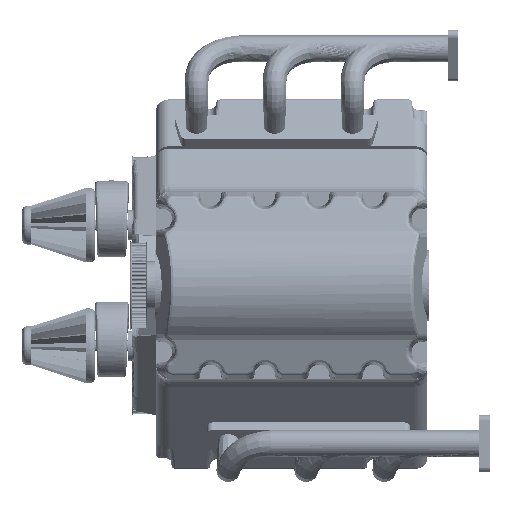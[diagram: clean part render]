
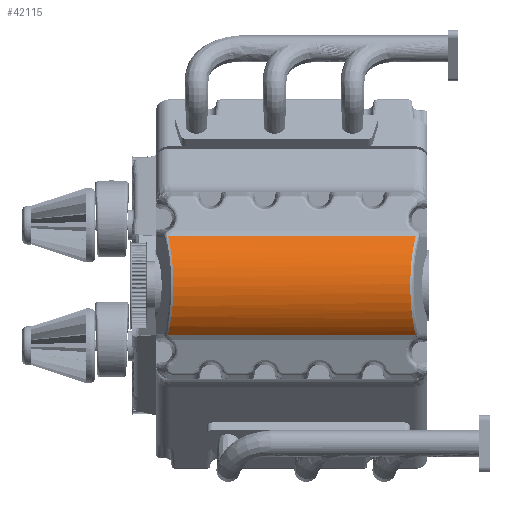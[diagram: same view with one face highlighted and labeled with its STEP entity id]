
A CAD part, left-side view. The second image highlights one B-rep face of the part: STEP entity #42115.
In plain terms, the highlighted free-form (B-spline) face has degree [2, 1] with [3, 2] control points.
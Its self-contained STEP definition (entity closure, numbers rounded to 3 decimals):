
#38567 = VERTEX_POINT('',#38568);
#38568 = CARTESIAN_POINT('',(-116.079,293.194,
    -123.79));
#38628 = EDGE_CURVE('',#38567,#38629,#38631,.T.);
#38629 = VERTEX_POINT('',#38630);
#38630 = CARTESIAN_POINT('',(-116.079,293.194,
    123.79));
#38631 = B_SPLINE_CURVE_WITH_KNOTS('',5,(#38632,#38633,#38634,#38635,
    #38636,#38637,#38638,#38639,#38640,#38641,#38642,#38643,#38644,
    #38645,#38646,#38647,#38648,#38649),.UNSPECIFIED.,.F.,.F.,(6,3,3,3,3
    ,6),(130.908,174.254,260.318,331.767,
    404.466,419.224),.UNSPECIFIED.);
#38632 = CARTESIAN_POINT('',(-116.079,293.194,
    -123.79));
#38633 = CARTESIAN_POINT('',(-122.097,291.662,
    -118.147));
#38634 = CARTESIAN_POINT('',(-127.785,290.214,
    -112.127));
#38635 = CARTESIAN_POINT('',(-133.109,288.859,
    -105.754));
#38636 = CARTESIAN_POINT('',(-147.831,285.111,
    -85.764));
#38637 = CARTESIAN_POINT('',(-158.814,282.315,
    -63.195));
#38638 = CARTESIAN_POINT('',(-164.257,280.93,
    -47.31));
#38639 = CARTESIAN_POINT('',(-170.555,279.327,
    -17.243));
#38640 = CARTESIAN_POINT('',(-170.022,279.462,
    13.439));
#38641 = CARTESIAN_POINT('',(-168.355,279.887,
    27.278));
#38642 = CARTESIAN_POINT('',(-162.176,281.46,
    54.623));
#38643 = CARTESIAN_POINT('',(-150.623,284.4,
    80.045));
#38644 = CARTESIAN_POINT('',(-143.509,286.211,
    92.18));
#38645 = CARTESIAN_POINT('',(-133.548,288.747,
    105.751));
#38646 = CARTESIAN_POINT('',(-122.11,291.659,
    117.896));
#38647 = CARTESIAN_POINT('',(-120.139,292.16,
    119.904));
#38648 = CARTESIAN_POINT('',(-118.128,292.672,
    121.869));
#38649 = CARTESIAN_POINT('',(-116.079,293.194,
    123.79));
#41602 = VERTEX_POINT('',#41603);
#41603 = CARTESIAN_POINT('',(-116.079,-327.134,
    -123.79));
#41641 = EDGE_CURVE('',#38567,#41602,#41642,.T.);
#41642 = B_SPLINE_CURVE_WITH_KNOTS('',1,(#41643,#41644),.UNSPECIFIED.,
  .F.,.F.,(2,2),(-232.119,232.119),
  .PIECEWISE_BEZIER_KNOTS.);
#41643 = CARTESIAN_POINT('',(-116.079,293.194,
    -123.79));
#41644 = CARTESIAN_POINT('',(-116.079,-327.134,
    -123.79));
#42115 = ADVANCED_FACE('',(#42116),#42142,.T.);
#42116 = FACE_BOUND('',#42117,.T.);
#42117 = EDGE_LOOP('',(#42118,#42135,#42140,#42141));
#42118 = ORIENTED_EDGE('',*,*,#42119,.F.);
#42119 = EDGE_CURVE('',#42120,#41602,#42122,.T.);
#42120 = VERTEX_POINT('',#42121);
#42121 = CARTESIAN_POINT('',(-116.079,-327.134,
    123.79));
#42122 = B_SPLINE_CURVE_WITH_KNOTS('',5,(#42123,#42124,#42125,#42126,
    #42127,#42128,#42129,#42130,#42131,#42132,#42133,#42134),
  .UNSPECIFIED.,.F.,.F.,(6,3,3,6),(130.908,260.318,
    331.767,419.224),.UNSPECIFIED.);
#42123 = CARTESIAN_POINT('',(-116.079,-327.134,
    123.79));
#42124 = CARTESIAN_POINT('',(-134.047,-322.56,
    106.942));
#42125 = CARTESIAN_POINT('',(-149.064,-318.738,
    86.734));
#42126 = CARTESIAN_POINT('',(-160.274,-315.884,
    63.812));
#42127 = CARTESIAN_POINT('',(-170.701,-313.23,
    25.687));
#42128 = CARTESIAN_POINT('',(-170.022,-313.403,
    -13.439));
#42129 = CARTESIAN_POINT('',(-168.355,-313.827,
    -27.278));
#42130 = CARTESIAN_POINT('',(-161.543,-315.561,
    -57.423));
#42131 = CARTESIAN_POINT('',(-148.201,-318.957,
    -85.23));
#42132 = CARTESIAN_POINT('',(-139.017,-321.295,
    -99.483));
#42133 = CARTESIAN_POINT('',(-128.222,-324.043,
    -112.404));
#42134 = CARTESIAN_POINT('',(-116.079,-327.134,
    -123.79));
#42135 = ORIENTED_EDGE('',*,*,#42136,.T.);
#42136 = EDGE_CURVE('',#42120,#38629,#42137,.T.);
#42137 = B_SPLINE_CURVE_WITH_KNOTS('',1,(#42138,#42139),.UNSPECIFIED.,
  .F.,.F.,(2,2),(-232.119,232.119),
  .PIECEWISE_BEZIER_KNOTS.);
#42138 = CARTESIAN_POINT('',(-116.079,-327.134,
    123.79));
#42139 = CARTESIAN_POINT('',(-116.079,293.194,
    123.79));
#42140 = ORIENTED_EDGE('',*,*,#38628,.F.);
#42141 = ORIENTED_EDGE('',*,*,#41641,.T.);
#42142 = ( BOUNDED_SURFACE() B_SPLINE_SURFACE(2,1,(
    (#42143,#42144)
    ,(#42145,#42146)
    ,(#42147,#42148
)),.UNSPECIFIED.,.F.,.F.,.F.) B_SPLINE_SURFACE_WITH_KNOTS((3,3),(2,2),(
    0.046,1.681),(-232.119,232.119),
.PIECEWISE_BEZIER_KNOTS.) GEOMETRIC_REPRESENTATION_ITEM() 
RATIONAL_B_SPLINE_SURFACE((
    (1.,1.)
    ,(0.684,0.684)
,(1.,1.))) REPRESENTATION_ITEM('') SURFACE() );
#42143 = CARTESIAN_POINT('',(-116.079,-327.134,
    -123.79));
#42144 = CARTESIAN_POINT('',(-116.079,293.194,
    -123.79));
#42145 = CARTESIAN_POINT('',(-248.093,-327.134,
    0.));
#42146 = CARTESIAN_POINT('',(-248.093,293.194,
    0.));
#42147 = CARTESIAN_POINT('',(-116.079,-327.134,
    123.79));
#42148 = CARTESIAN_POINT('',(-116.079,293.194,
    123.79));
